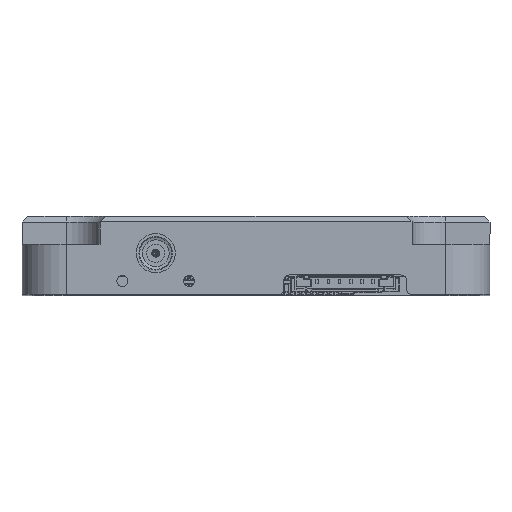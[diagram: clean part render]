
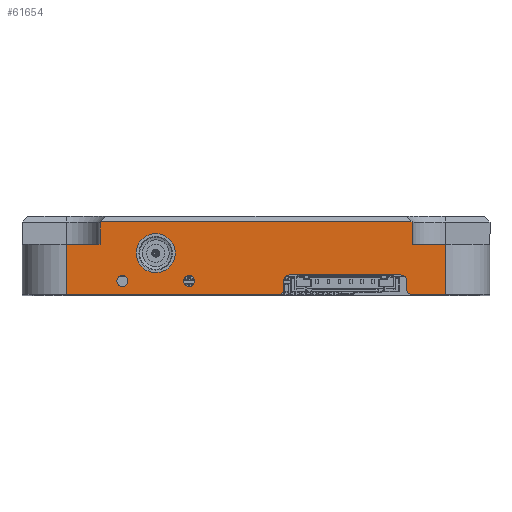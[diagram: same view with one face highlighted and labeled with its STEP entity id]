
A CAD part, top view. The second image highlights one B-rep face of the part: STEP entity #61654.
In plain terms, the highlighted planar face has unit normal (0, 0, 1).
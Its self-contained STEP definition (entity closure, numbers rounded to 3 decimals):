
#8461=LINE('',#116767,#16582);
#8478=LINE('',#116808,#16599);
#8480=LINE('',#116812,#16601);
#8486=LINE('',#116826,#16607);
#8584=LINE('',#117257,#16705);
#8587=LINE('',#117265,#16708);
#8592=LINE('',#117275,#16713);
#8598=LINE('',#117290,#16719);
#8626=LINE('',#117371,#16747);
#8630=LINE('',#117387,#16751);
#8633=LINE('',#117392,#16754);
#8634=LINE('',#117397,#16755);
#16582=VECTOR('',#98937,1000.);
#16599=VECTOR('',#98976,1000.);
#16601=VECTOR('',#98980,1000.);
#16607=VECTOR('',#98988,1000.);
#16705=VECTOR('',#99456,1000.);
#16708=VECTOR('',#99463,1000.);
#16713=VECTOR('',#99474,1000.);
#16719=VECTOR('',#99490,1000.);
#16747=VECTOR('',#99574,1000.);
#16751=VECTOR('',#99586,1000.);
#16754=VECTOR('',#99591,1000.);
#16755=VECTOR('',#99600,1000.);
#34368=ORIENTED_EDGE('',*,*,#43052,.F.);
#34369=ORIENTED_EDGE('',*,*,#43051,.F.);
#34370=ORIENTED_EDGE('',*,*,#43053,.F.);
#34371=ORIENTED_EDGE('',*,*,#43407,.T.);
#34372=ORIENTED_EDGE('',*,*,#43162,.T.);
#34373=ORIENTED_EDGE('',*,*,#43394,.F.);
#34374=ORIENTED_EDGE('',*,*,#43390,.F.);
#34375=ORIENTED_EDGE('',*,*,#43460,.T.);
#34376=ORIENTED_EDGE('',*,*,#43449,.T.);
#34377=ORIENTED_EDGE('',*,*,#43461,.T.);
#34378=ORIENTED_EDGE('',*,*,#43191,.F.);
#34379=ORIENTED_EDGE('',*,*,#43462,.F.);
#34380=ORIENTED_EDGE('',*,*,#43183,.F.);
#34381=ORIENTED_EDGE('',*,*,#43463,.F.);
#34382=ORIENTED_EDGE('',*,*,#43185,.T.);
#34383=ORIENTED_EDGE('',*,*,#43464,.T.);
#34384=ORIENTED_EDGE('',*,*,#43457,.T.);
#34385=ORIENTED_EDGE('',*,*,#43465,.F.);
#34386=ORIENTED_EDGE('',*,*,#43399,.F.);
#43051=EDGE_CURVE('',#49018,#49018,#49896,.T.);
#43052=EDGE_CURVE('',#49019,#49019,#49897,.T.);
#43053=EDGE_CURVE('',#49020,#49020,#49898,.T.);
#43162=EDGE_CURVE('',#49094,#49098,#8461,.T.);
#43183=EDGE_CURVE('',#49111,#49112,#8478,.T.);
#43185=EDGE_CURVE('',#49113,#49114,#8480,.T.);
#43191=EDGE_CURVE('',#49119,#49120,#8486,.T.);
#43390=EDGE_CURVE('',#49267,#49268,#8584,.T.);
#43394=EDGE_CURVE('',#49268,#49098,#8587,.T.);
#43399=EDGE_CURVE('',#49272,#49273,#8592,.T.);
#43407=EDGE_CURVE('',#49272,#49094,#8598,.T.);
#43449=EDGE_CURVE('',#49302,#49301,#8626,.T.);
#43457=EDGE_CURVE('',#49310,#49309,#8630,.T.);
#43460=EDGE_CURVE('',#49267,#49302,#8633,.T.);
#43461=EDGE_CURVE('',#49301,#49120,#50083,.T.);
#43462=EDGE_CURVE('',#49112,#49119,#50084,.T.);
#43463=EDGE_CURVE('',#49113,#49111,#50085,.T.);
#43464=EDGE_CURVE('',#49114,#49310,#50086,.T.);
#43465=EDGE_CURVE('',#49273,#49309,#8634,.T.);
#49018=VERTEX_POINT('',#116516);
#49019=VERTEX_POINT('',#116519);
#49020=VERTEX_POINT('',#116522);
#49094=VERTEX_POINT('',#116754);
#49098=VERTEX_POINT('',#116766);
#49111=VERTEX_POINT('',#116807);
#49112=VERTEX_POINT('',#116809);
#49113=VERTEX_POINT('',#116813);
#49114=VERTEX_POINT('',#116814);
#49119=VERTEX_POINT('',#116825);
#49120=VERTEX_POINT('',#116827);
#49267=VERTEX_POINT('',#117256);
#49268=VERTEX_POINT('',#117258);
#49272=VERTEX_POINT('',#117274);
#49273=VERTEX_POINT('',#117276);
#49301=VERTEX_POINT('',#117370);
#49302=VERTEX_POINT('',#117372);
#49309=VERTEX_POINT('',#117386);
#49310=VERTEX_POINT('',#117388);
#49896=CIRCLE('',#83755,0.5);
#49897=CIRCLE('',#83757,0.5);
#49898=CIRCLE('',#83759,1.75);
#50083=CIRCLE('',#84103,0.5);
#50084=CIRCLE('',#84104,0.5);
#50085=CIRCLE('',#84105,0.5);
#50086=CIRCLE('',#84106,0.5);
#53108=EDGE_LOOP('',(#34368));
#53109=EDGE_LOOP('',(#34369));
#53110=EDGE_LOOP('',(#34370));
#53111=EDGE_LOOP('',(#34371,#34372,#34373,#34374,#34375,#34376,#34377,#34378,
#34379,#34380,#34381,#34382,#34383,#34384,#34385,#34386));
#56180=FACE_BOUND('',#53108,.T.);
#56181=FACE_BOUND('',#53109,.T.);
#56182=FACE_BOUND('',#53110,.T.);
#56183=FACE_BOUND('',#53111,.T.);
#58734=PLANE('',#84102);
#61654=ADVANCED_FACE('',(#56180,#56181,#56182,#56183),#58734,.F.);
#83755=AXIS2_PLACEMENT_3D('',#116515,#98675,#98676);
#83757=AXIS2_PLACEMENT_3D('',#116518,#98679,#98680);
#83759=AXIS2_PLACEMENT_3D('',#116521,#98683,#98684);
#84102=AXIS2_PLACEMENT_3D('',#117391,#99589,#99590);
#84103=AXIS2_PLACEMENT_3D('',#117393,#99592,#99593);
#84104=AXIS2_PLACEMENT_3D('',#117394,#99594,#99595);
#84105=AXIS2_PLACEMENT_3D('',#117395,#99596,#99597);
#84106=AXIS2_PLACEMENT_3D('',#117396,#99598,#99599);
#98675=DIRECTION('',(0.,0.,1.));
#98676=DIRECTION('',(1.,0.,0.));
#98679=DIRECTION('',(0.,0.,1.));
#98680=DIRECTION('',(1.,0.,0.));
#98683=DIRECTION('',(0.,0.,1.));
#98684=DIRECTION('',(1.,0.,0.));
#98937=DIRECTION('',(-1.,0.,0.));
#98976=DIRECTION('',(-1.,0.,0.));
#98980=DIRECTION('',(0.,-1.,0.));
#98988=DIRECTION('',(0.,-1.,0.));
#99456=DIRECTION('',(1.,0.,0.));
#99463=DIRECTION('',(0.,1.,0.));
#99474=DIRECTION('',(1.,0.,0.));
#99490=DIRECTION('',(0.,1.,0.));
#99574=DIRECTION('',(1.,0.,0.));
#99586=DIRECTION('',(1.,0.,0.));
#99589=DIRECTION('',(0.,0.,-1.));
#99590=DIRECTION('',(0.,-1.,0.));
#99591=DIRECTION('',(0.,-1.,0.));
#99592=DIRECTION('',(0.,0.,1.));
#99593=DIRECTION('',(-1.,0.,0.));
#99594=DIRECTION('',(0.,0.,1.));
#99595=DIRECTION('',(-1.,0.,0.));
#99596=DIRECTION('',(0.,0.,1.));
#99597=DIRECTION('',(-1.,0.,0.));
#99598=DIRECTION('',(0.,0.,1.));
#99599=DIRECTION('',(-1.,0.,0.));
#99600=DIRECTION('',(0.,-1.,0.));
#116515=CARTESIAN_POINT('',(-12.,1.2,33.5));
#116516=CARTESIAN_POINT('',(-11.5,1.2,33.5));
#116518=CARTESIAN_POINT('',(-6.,1.2,33.5));
#116519=CARTESIAN_POINT('',(-5.5,1.2,33.5));
#116521=CARTESIAN_POINT('',(-9.,3.7,33.5));
#116522=CARTESIAN_POINT('',(-7.25,3.7,33.5));
#116754=CARTESIAN_POINT('',(14.,6.5,33.5));
#116766=CARTESIAN_POINT('',(-14.,6.5,33.5));
#116767=CARTESIAN_POINT('',(-17.,6.5,33.5));
#116807=CARTESIAN_POINT('',(13.,1.74,33.5));
#116808=CARTESIAN_POINT('',(2.5,1.74,33.5));
#116809=CARTESIAN_POINT('',(3.,1.74,33.5));
#116812=CARTESIAN_POINT('',(13.5,1.74,33.5));
#116813=CARTESIAN_POINT('',(13.5,1.24,33.5));
#116814=CARTESIAN_POINT('',(13.5,0.5,33.5));
#116825=CARTESIAN_POINT('',(2.5,1.24,33.5));
#116826=CARTESIAN_POINT('',(2.5,1.74,33.5));
#116827=CARTESIAN_POINT('',(2.5,0.5,33.5));
#117256=CARTESIAN_POINT('',(-17.,4.5,33.5));
#117257=CARTESIAN_POINT('',(-17.,4.5,33.5));
#117258=CARTESIAN_POINT('',(-14.,4.5,33.5));
#117265=CARTESIAN_POINT('',(-14.,4.5,33.5));
#117274=CARTESIAN_POINT('',(14.,4.5,33.5));
#117275=CARTESIAN_POINT('',(14.,4.5,33.5));
#117276=CARTESIAN_POINT('',(17.,4.5,33.5));
#117290=CARTESIAN_POINT('',(14.,4.5,33.5));
#117370=CARTESIAN_POINT('',(2.,0.,33.5));
#117371=CARTESIAN_POINT('',(-17.,0.,33.5));
#117372=CARTESIAN_POINT('',(-17.,0.,33.5));
#117386=CARTESIAN_POINT('',(17.,0.,33.5));
#117387=CARTESIAN_POINT('',(-17.,0.,33.5));
#117388=CARTESIAN_POINT('',(14.,0.,33.5));
#117391=CARTESIAN_POINT('',(-17.,7.,33.5));
#117392=CARTESIAN_POINT('',(-17.,7.,33.5));
#117393=CARTESIAN_POINT('',(2.,0.5,33.5));
#117394=CARTESIAN_POINT('',(3.,1.24,33.5));
#117395=CARTESIAN_POINT('',(13.,1.24,33.5));
#117396=CARTESIAN_POINT('',(14.,0.5,33.5));
#117397=CARTESIAN_POINT('',(17.,7.,33.5));
